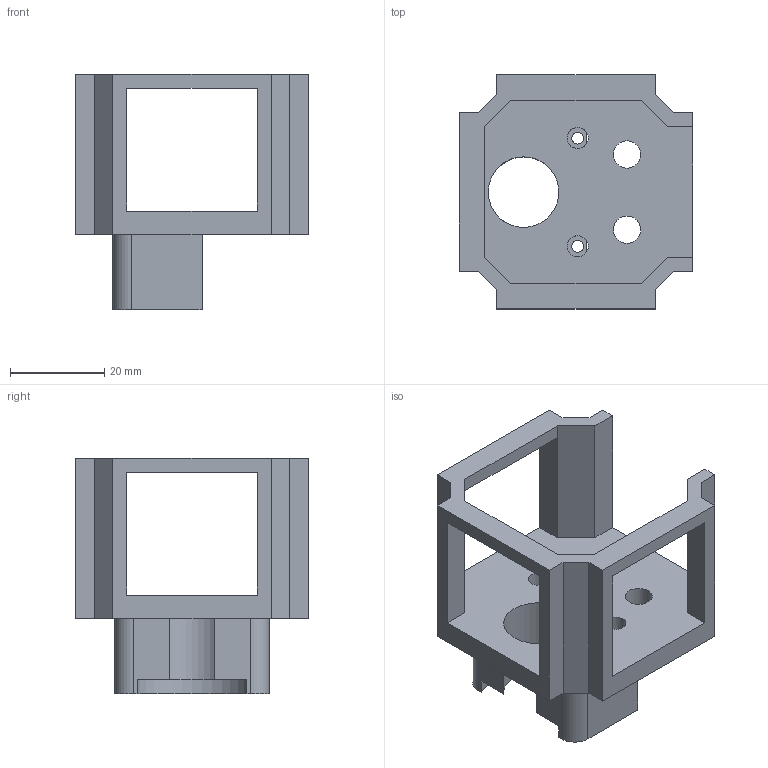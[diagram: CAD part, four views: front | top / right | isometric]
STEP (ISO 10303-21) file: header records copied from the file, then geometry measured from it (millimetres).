
FILE_DESCRIPTION(/* description */ (''),/* implementation_level */ '2;1');
FILE_NAME(/* name */ '30_Cube_Z_Focus_Drylin_NEMA_base_v3.ipt.step',/* time_stamp */ '2022-11-29T08:18:56+01:00',/* author */ ('diederichbenedict'),/* organization */ (''),/* preprocessor_version */ 'ST-DEVELOPER v18.1',/* originating_system */ 'Autodesk Inventor 2022',/* authorisation */ '');
FILE_SCHEMA (('AUTOMOTIVE_DESIGN { 1 0 10303 214 3 1 1 }'));
Length unit declared in the file: millimetre
Products named in the file (1): 30_Cube_Z_Focus_Drylin_NEMA_base_v3
Bounding box: 49.7 x 49.7 x 50.1 mm (x, y, z)
Volume: 23049.6 mm3; surface area: 13575.6 mm2
Topology: 1 solids, 1 shells, 56 faces, 171 edges, 112 vertices
Faces by surface type: plane 46, cylinder 10
Full cylindrical faces by diameter (mm): 2.5 x2, 4.5 x2, 5.8 x2, 15 x1
Entity records: 1974 total; most frequent: ORIENTED_EDGE 342, CARTESIAN_POINT 340, DIRECTION 311, EDGE_CURVE 171, LINE 145, VECTOR 145, VERTEX_POINT 112, AXIS2_PLACEMENT_3D 83
